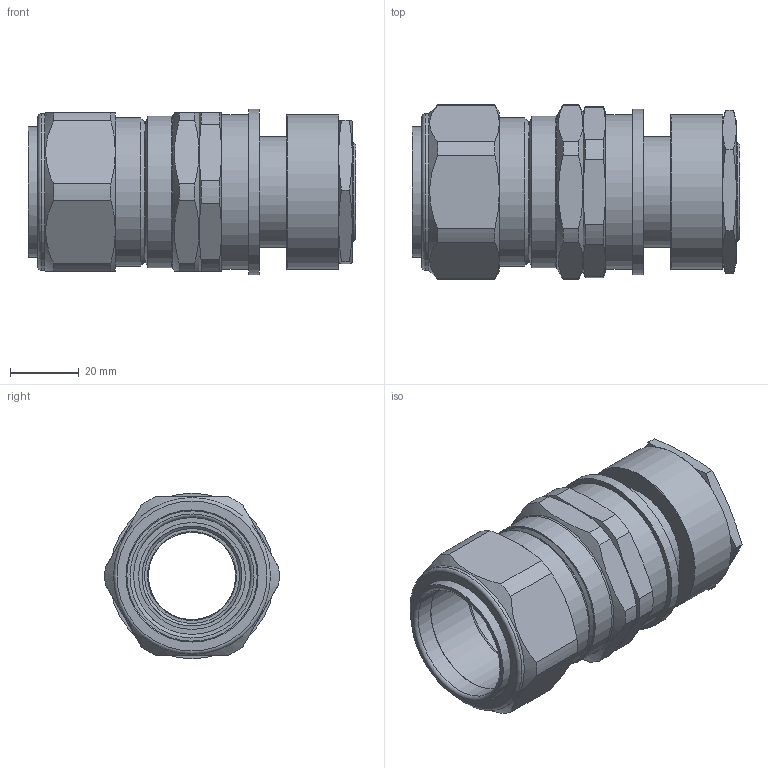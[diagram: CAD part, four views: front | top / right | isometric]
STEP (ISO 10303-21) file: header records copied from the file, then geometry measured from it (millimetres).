
FILE_DESCRIPTION (( 'STEP AP203' ), '1' );
FILE_NAME ('32B3481RA.STEP', '2017-09-20T14:18:50', ( '' ), ( '' ), 'SwSTEP 2.0', 'SolidWorks 2017', '' );
FILE_SCHEMA (( 'CONFIG_CONTROL_DESIGN' ));
Length unit declared in the file: millimetre
Products named in the file (1): 32B3481RA
Bounding box: 95.05 x 50.58 x 48 mm (x, y, z)
Surface area: 32854.8 mm2 (no closed solid volume)
Topology: 0 solids, 12 shells, 115 faces, 274 edges, 171 vertices
Faces by surface type: cone 46, plane 36, cylinder 30, torus 3
Full cylindrical faces by diameter (mm): 25.3 x1, 29 x1, 32 x1, 34 x1, 34.1 x1, 40.718 x1, 43 x1, 44 x1, 45 x2, 45.5 x1, 48 x1
Entity records: 3521 total; most frequent: CARTESIAN_POINT 1016, DIRECTION 508, ORIENTED_EDGE 445, EDGE_CURVE 237, AXIS2_PLACEMENT_3D 233, VERTEX_POINT 165, EDGE_LOOP 158, FACE_OUTER_BOUND 130
